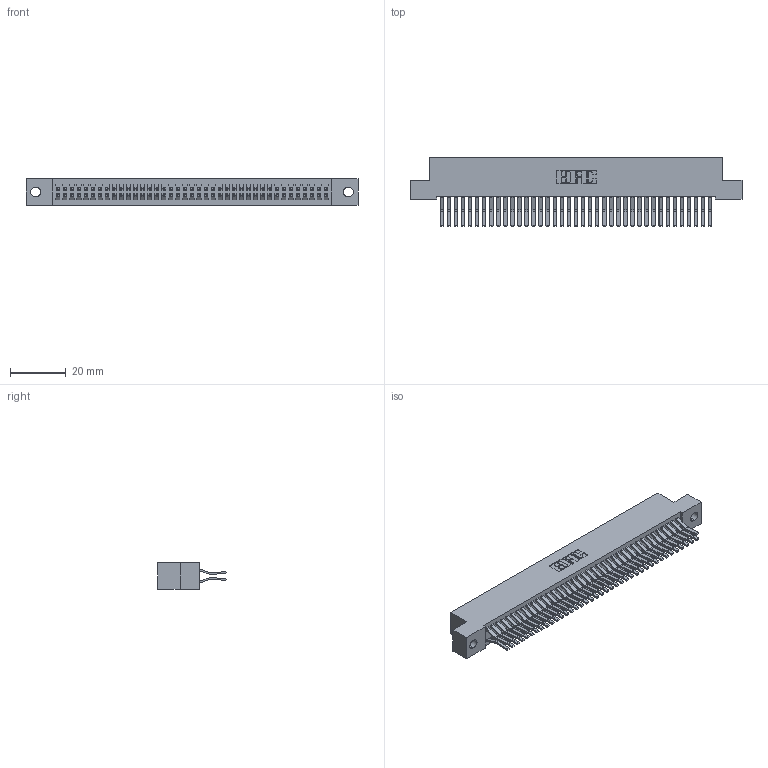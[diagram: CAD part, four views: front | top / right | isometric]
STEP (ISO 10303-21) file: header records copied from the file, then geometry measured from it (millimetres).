
FILE_DESCRIPTION (( 'STEP AP203' ), '1' );
FILE_NAME ('392-078-560-202.STEP', '2018-08-18T02:35:13', ( '' ), ( '' ), 'SwSTEP 2.0', 'SolidWorks 2016', '' );
FILE_SCHEMA (( 'CONFIG_CONTROL_DESIGN' ));
Length unit declared in the file: inch
Products named in the file (3): 342 Part_.128 Slot; 345-292-001_560 Tail; 392-078-560-202
Assembly tree (79 placements, depth 2):
  392-078-560-202
    342 Part_.128 Slot
    345-292-001_560 Tail  x78
Bounding box: 119.38 x 24.78 x 9.4 mm (x, y, z)
Volume: 11172 mm3; surface area: 19098.8 mm2
Topology: 79 solids, 79 shells, 4326 faces, 12869 edges, 8474 vertices
Faces by surface type: plane 2878, cylinder 1448
Entity records: 25569 total; most frequent: CARTESIAN_POINT 4242, ORIENTED_EDGE 4178, DIRECTION 3633, EDGE_CURVE 2089, VECTOR 1957, LINE 1957, VERTEX_POINT 1390, AXIS2_PLACEMENT_3D 838
